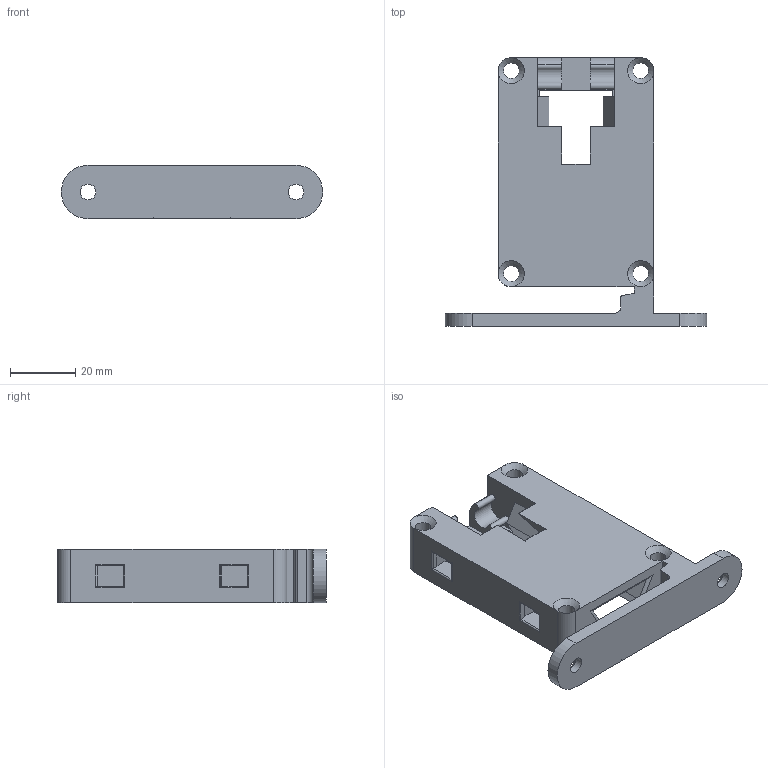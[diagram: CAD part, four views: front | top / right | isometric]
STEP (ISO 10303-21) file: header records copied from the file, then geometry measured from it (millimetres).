
FILE_DESCRIPTION(('FreeCAD Model'),'2;1');
FILE_NAME('Open CASCADE Shape Model','2025-05-10T11:42:29',('Author'),( ''),'Open CASCADE STEP processor 7.8','FreeCAD','Unknown');
FILE_SCHEMA(('AUTOMOTIVE_DESIGN { 1 0 10303 214 1 1 1 1 }'));
Length unit declared in the file: millimetre
Products named in the file (1): carriage
Bounding box: 79.82 x 82.1 x 16.3 mm (x, y, z)
Volume: 36991.7 mm3; surface area: 16758 mm2
Topology: 1 solids, 1 shells, 118 faces, 333 edges, 215 vertices
Faces by surface type: cylinder 60, plane 52, cone 6
Full cylindrical faces by diameter (mm): 4.8 x6
Entity records: 3903 total; most frequent: CARTESIAN_POINT 731, ORIENTED_EDGE 666, DIRECTION 665, EDGE_CURVE 333, AXIS2_PLACEMENT_3D 229, VERTEX_POINT 215, LINE 207, VECTOR 207
